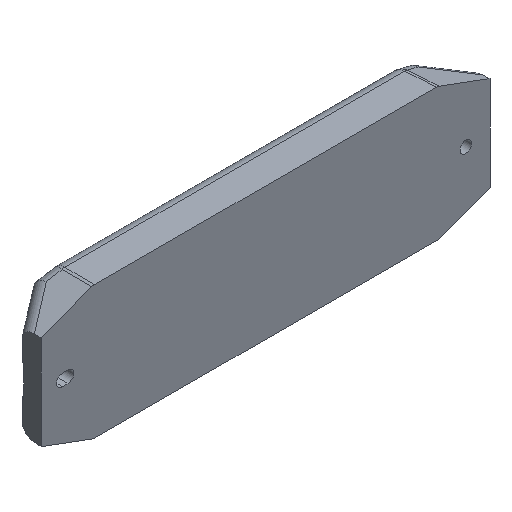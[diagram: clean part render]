
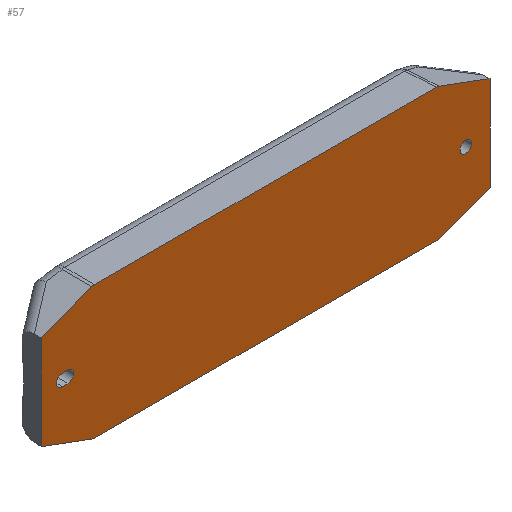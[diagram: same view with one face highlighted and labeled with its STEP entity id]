
A CAD part, isometric view. The second image highlights one B-rep face of the part: STEP entity #57.
In plain terms, the highlighted planar face has unit normal (0, -1, 0).
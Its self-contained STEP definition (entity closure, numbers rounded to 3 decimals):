
#57=ADVANCED_FACE('',(#356,#358,#360),#362,.F.);
#356=FACE_BOUND('',#357,.T.);
#357=EDGE_LOOP('',(#1210,#1211,#1212,#1213,#1214,#1215,#1216,#1217,#1218,#1219,#1220,
#1221));
#358=FACE_BOUND('',#359,.T.);
#359=EDGE_LOOP('',(#1222,#1223,#1224,#1225));
#360=FACE_BOUND('',#361,.T.);
#361=EDGE_LOOP('',(#1226));
#362=PLANE('',#363);
#363=AXIS2_PLACEMENT_3D('',#364,#365,#366);
#364=CARTESIAN_POINT('',(0.,0.,0.));
#365=DIRECTION('',(0.,1.,0.));
#366=DIRECTION('',(1.,0.,0.));
#1210=ORIENTED_EDGE('',*,*,#1430,.F.);
#1211=ORIENTED_EDGE('',*,*,#1431,.F.);
#1212=ORIENTED_EDGE('',*,*,#1432,.T.);
#1213=ORIENTED_EDGE('',*,*,#1433,.T.);
#1214=ORIENTED_EDGE('',*,*,#1434,.T.);
#1215=ORIENTED_EDGE('',*,*,#1435,.T.);
#1216=ORIENTED_EDGE('',*,*,#1436,.T.);
#1217=ORIENTED_EDGE('',*,*,#1437,.F.);
#1218=ORIENTED_EDGE('',*,*,#1438,.F.);
#1219=ORIENTED_EDGE('',*,*,#1439,.F.);
#1220=ORIENTED_EDGE('',*,*,#1440,.F.);
#1221=ORIENTED_EDGE('',*,*,#1441,.F.);
#1222=ORIENTED_EDGE('',*,*,#1442,.T.);
#1223=ORIENTED_EDGE('',*,*,#1443,.F.);
#1224=ORIENTED_EDGE('',*,*,#1444,.T.);
#1225=ORIENTED_EDGE('',*,*,#1445,.F.);
#1226=ORIENTED_EDGE('',*,*,#1446,.T.);
#1430=EDGE_CURVE('',#1548,#1549,#1550,.T.);
#1431=EDGE_CURVE('',#1551,#1548,#1552,.T.);
#1432=EDGE_CURVE('',#1551,#1553,#1554,.T.);
#1433=EDGE_CURVE('',#1553,#1555,#1556,.T.);
#1434=EDGE_CURVE('',#1555,#1557,#1558,.T.);
#1435=EDGE_CURVE('',#1557,#1559,#1560,.T.);
#1436=EDGE_CURVE('',#1559,#1561,#1562,.F.);
#1437=EDGE_CURVE('',#1563,#1561,#1564,.T.);
#1438=EDGE_CURVE('',#1565,#1563,#1566,.F.);
#1439=EDGE_CURVE('',#1567,#1565,#1568,.T.);
#1440=EDGE_CURVE('',#1569,#1567,#1570,.T.);
#1441=EDGE_CURVE('',#1549,#1569,#1571,.T.);
#1442=EDGE_CURVE('',#1572,#1573,#1574,.T.);
#1443=EDGE_CURVE('',#1575,#1573,#1576,.T.);
#1444=EDGE_CURVE('',#1575,#1577,#1578,.T.);
#1445=EDGE_CURVE('',#1572,#1577,#1579,.F.);
#1446=EDGE_CURVE('',#1580,#1580,#1581,.T.);
#1548=VERTEX_POINT('',#1747);
#1549=VERTEX_POINT('',#1748);
#1550=(BOUNDED_CURVE()B_SPLINE_CURVE(3,
(#1749,#1750,#1751,#1752),
.UNSPECIFIED.,.F.,.F.)B_SPLINE_CURVE_WITH_KNOTS((4,4),
(0.,1.),
.UNSPECIFIED.)CURVE()GEOMETRIC_REPRESENTATION_ITEM()RATIONAL_B_SPLINE_CURVE((1.,
0.99,0.99,1.))REPRESENTATION_ITEM(''));
#1551=VERTEX_POINT('',#1753);
#1552=LINE('',#1754,#1755);
#1553=VERTEX_POINT('',#1757);
#1554=(BOUNDED_CURVE()B_SPLINE_CURVE(3,
(#1758,#1759,#1760,#1761),
.UNSPECIFIED.,.F.,.F.)B_SPLINE_CURVE_WITH_KNOTS((4,4),
(0.,1.),
.UNSPECIFIED.)CURVE()GEOMETRIC_REPRESENTATION_ITEM()RATIONAL_B_SPLINE_CURVE((1.,
0.99,0.99,1.))REPRESENTATION_ITEM(''));
#1555=VERTEX_POINT('',#1762);
#1556=LINE('',#1763,#1764);
#1557=VERTEX_POINT('',#1766);
#1558=LINE('',#1767,#1768);
#1559=VERTEX_POINT('',#1770);
#1560=LINE('',#1771,#1772);
#1561=VERTEX_POINT('',#1774);
#1562=(BOUNDED_CURVE()B_SPLINE_CURVE(3,
(#1775,#1776,#1777,#1778),
.UNSPECIFIED.,.F.,.F.)B_SPLINE_CURVE_WITH_KNOTS((4,4),
(0.,1.),
.UNSPECIFIED.)CURVE()GEOMETRIC_REPRESENTATION_ITEM()RATIONAL_B_SPLINE_CURVE((1.,
0.99,0.99,1.))REPRESENTATION_ITEM(''));
#1563=VERTEX_POINT('',#1779);
#1564=LINE('',#1780,#1781);
#1565=VERTEX_POINT('',#1783);
#1566=(BOUNDED_CURVE()B_SPLINE_CURVE(3,
(#1784,#1785,#1786,#1787),
.UNSPECIFIED.,.F.,.F.)B_SPLINE_CURVE_WITH_KNOTS((4,4),
(0.,1.),
.UNSPECIFIED.)CURVE()GEOMETRIC_REPRESENTATION_ITEM()RATIONAL_B_SPLINE_CURVE((1.,
0.99,0.99,1.))REPRESENTATION_ITEM(''));
#1567=VERTEX_POINT('',#1788);
#1568=LINE('',#1789,#1790);
#1569=VERTEX_POINT('',#1792);
#1570=LINE('',#1793,#1794);
#1571=LINE('',#1796,#1797);
#1572=VERTEX_POINT('',#1799);
#1573=VERTEX_POINT('',#1800);
#1574=LINE('',#1801,#1802);
#1575=VERTEX_POINT('',#1804);
#1576=CIRCLE('',#1805,3.);
#1577=VERTEX_POINT('',#1809);
#1578=LINE('',#1810,#1811);
#1579=CIRCLE('',#1813,3.);
#1580=VERTEX_POINT('',#1817);
#1581=CIRCLE('',#1818,3.);
#1747=CARTESIAN_POINT('',(88.766,0.,34.5));
#1748=CARTESIAN_POINT('',(90.156,0.,34.251));
#1749=CARTESIAN_POINT('',(88.766,0.,34.5));
#1750=CARTESIAN_POINT('',(89.242,0.,34.5));
#1751=CARTESIAN_POINT('',(89.71,0.,34.416));
#1752=CARTESIAN_POINT('',(90.156,0.,34.251));
#1753=CARTESIAN_POINT('',(-88.766,0.,34.5));
#1754=CARTESIAN_POINT('',(-88.766,0.,34.5));
#1755=VECTOR('',#1756,1.);
#1756=DIRECTION('',(1.,0.,0.));
#1757=CARTESIAN_POINT('',(-90.156,0.,34.251));
#1758=CARTESIAN_POINT('',(-88.766,0.,34.5));
#1759=CARTESIAN_POINT('',(-89.242,0.,34.5));
#1760=CARTESIAN_POINT('',(-89.71,0.,34.416));
#1761=CARTESIAN_POINT('',(-90.156,0.,34.251));
#1762=CARTESIAN_POINT('',(-116.5,0.,24.494));
#1763=CARTESIAN_POINT('',(-90.156,0.,34.251));
#1764=VECTOR('',#1765,1.);
#1765=DIRECTION('',(-0.938,0.,-0.347));
#1766=CARTESIAN_POINT('',(-116.5,0.,-24.494));
#1767=CARTESIAN_POINT('',(-116.5,0.,24.494));
#1768=VECTOR('',#1769,1.);
#1769=DIRECTION('',(0.,0.,-1.));
#1770=CARTESIAN_POINT('',(-90.156,0.,-34.251));
#1771=CARTESIAN_POINT('',(-116.5,0.,-24.494));
#1772=VECTOR('',#1773,1.);
#1773=DIRECTION('',(0.938,0.,-0.347));
#1774=CARTESIAN_POINT('',(-88.766,0.,-34.5));
#1775=CARTESIAN_POINT('',(-88.766,0.,-34.5));
#1776=CARTESIAN_POINT('',(-89.242,0.,-34.5));
#1777=CARTESIAN_POINT('',(-89.71,0.,-34.416));
#1778=CARTESIAN_POINT('',(-90.156,0.,-34.251));
#1779=CARTESIAN_POINT('',(88.766,0.,-34.5));
#1780=CARTESIAN_POINT('',(88.766,0.,-34.5));
#1781=VECTOR('',#1782,1.);
#1782=DIRECTION('',(-1.,0.,0.));
#1783=CARTESIAN_POINT('',(90.156,0.,-34.251));
#1784=CARTESIAN_POINT('',(88.766,0.,-34.5));
#1785=CARTESIAN_POINT('',(89.242,0.,-34.5));
#1786=CARTESIAN_POINT('',(89.71,0.,-34.416));
#1787=CARTESIAN_POINT('',(90.156,0.,-34.251));
#1788=CARTESIAN_POINT('',(116.5,0.,-24.494));
#1789=CARTESIAN_POINT('',(116.5,0.,-24.494));
#1790=VECTOR('',#1791,1.);
#1791=DIRECTION('',(-0.938,0.,-0.347));
#1792=CARTESIAN_POINT('',(116.5,0.,24.494));
#1793=CARTESIAN_POINT('',(116.5,0.,24.494));
#1794=VECTOR('',#1795,1.);
#1795=DIRECTION('',(0.,0.,-1.));
#1796=CARTESIAN_POINT('',(90.156,0.,34.251));
#1797=VECTOR('',#1798,1.);
#1798=DIRECTION('',(0.938,0.,-0.347));
#1799=CARTESIAN_POINT('',(-102.556,0.,-3.));
#1800=CARTESIAN_POINT('',(-105.556,0.,-3.));
#1801=CARTESIAN_POINT('',(-102.556,0.,-3.));
#1802=VECTOR('',#1803,1.);
#1803=DIRECTION('',(-1.,0.,0.));
#1804=CARTESIAN_POINT('',(-105.556,0.,3.));
#1805=AXIS2_PLACEMENT_3D('',#1806,#1807,#1808);
#1806=CARTESIAN_POINT('',(-105.556,0.,0.));
#1807=DIRECTION('',(0.,-1.,0.));
#1808=DIRECTION('',(0.,0.,1.));
#1809=CARTESIAN_POINT('',(-102.556,0.,3.));
#1810=CARTESIAN_POINT('',(-105.556,0.,3.));
#1811=VECTOR('',#1812,1.);
#1812=DIRECTION('',(1.,0.,0.));
#1813=AXIS2_PLACEMENT_3D('',#1814,#1815,#1816);
#1814=CARTESIAN_POINT('',(-102.556,0.,0.));
#1815=DIRECTION('',(0.,1.,0.));
#1816=DIRECTION('',(0.,0.,1.));
#1817=CARTESIAN_POINT('',(107.,0.,0.));
#1818=AXIS2_PLACEMENT_3D('',#1819,#1820,#1821);
#1819=CARTESIAN_POINT('',(104.,0.,0.));
#1820=DIRECTION('',(0.,1.,0.));
#1821=DIRECTION('',(1.,0.,0.));
